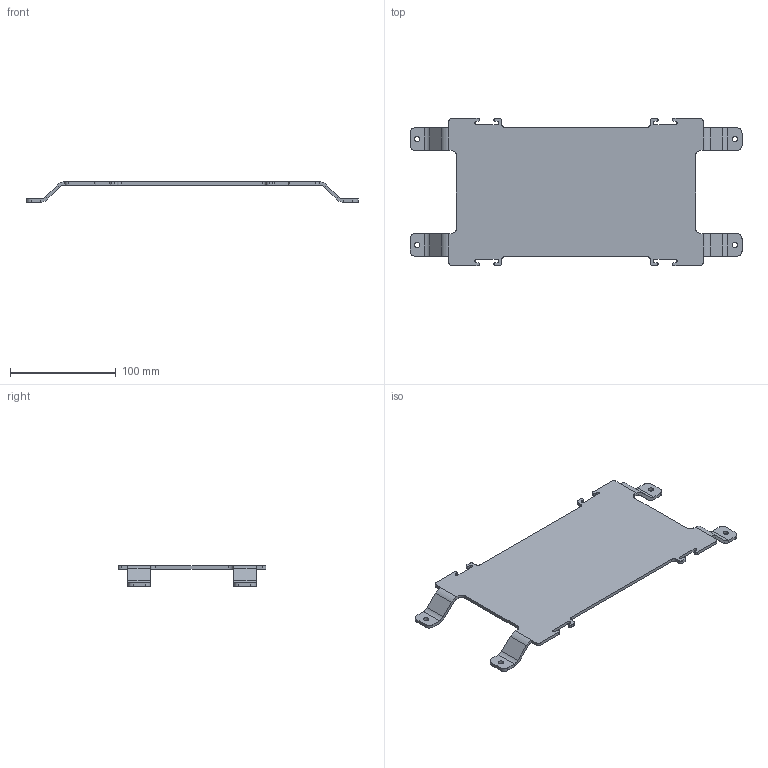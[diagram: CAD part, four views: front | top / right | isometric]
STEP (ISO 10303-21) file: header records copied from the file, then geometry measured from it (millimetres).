
FILE_DESCRIPTION (( 'STEP AP203' ), '1' );
FILE_NAME ('LaserHunterMount.STEP', '2024-05-14T13:01:58', ( '' ), ( '' ), 'SwSTEP 2.0', 'SolidWorks 2023', '' );
FILE_SCHEMA (( 'CONFIG_CONTROL_DESIGN' ));
Length unit declared in the file: millimetre
Products named in the file (1): LaserHunterMount
Bounding box: 313.52 x 139.4 x 19.19 mm (x, y, z)
Volume: 98855.6 mm3; surface area: 69764.6 mm2
Topology: 1 solids, 1 shells, 150 faces, 412 edges, 264 vertices
Faces by surface type: cylinder 76, plane 74
Entity records: 4865 total; most frequent: DIRECTION 866, CARTESIAN_POINT 827, ORIENTED_EDGE 824, EDGE_CURVE 412, AXIS2_PLACEMENT_3D 303, VERTEX_POINT 264, LINE 260, VECTOR 260
